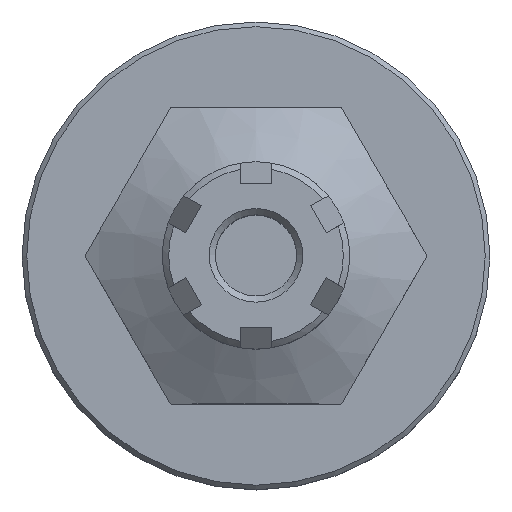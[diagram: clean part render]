
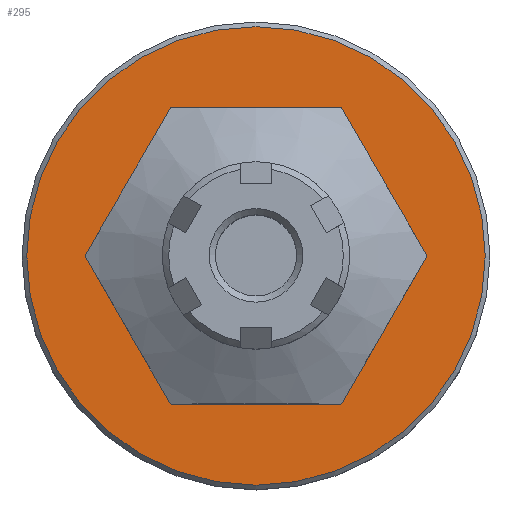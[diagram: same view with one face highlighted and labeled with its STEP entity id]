
A CAD part, top view. The second image highlights one B-rep face of the part: STEP entity #295.
In plain terms, the highlighted planar face has unit normal (0, 0, 1).
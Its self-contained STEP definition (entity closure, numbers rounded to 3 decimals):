
#120=LINE('',#1599,#180);
#123=LINE('',#1607,#183);
#126=LINE('',#1615,#186);
#129=LINE('',#1623,#189);
#132=LINE('',#1631,#192);
#135=LINE('',#1639,#195);
#180=VECTOR('',#1243,1.);
#183=VECTOR('',#1252,1.);
#186=VECTOR('',#1261,1.);
#189=VECTOR('',#1270,1.);
#192=VECTOR('',#1279,1.);
#195=VECTOR('',#1288,1.);
#237=FACE_BOUND('',#434,.T.);
#238=FACE_BOUND('',#435,.T.);
#295=ADVANCED_FACE('',(#237,#238),#329,.F.);
#329=PLANE('',#1038);
#434=EDGE_LOOP('',(#671));
#435=EDGE_LOOP('',(#672,#673,#674,#675,#676,#677,#678,#679,#680,#681,#682,
#683));
#671=ORIENTED_EDGE('',*,*,#898,.T.);
#672=ORIENTED_EDGE('',*,*,#897,.F.);
#673=ORIENTED_EDGE('',*,*,#895,.T.);
#674=ORIENTED_EDGE('',*,*,#893,.F.);
#675=ORIENTED_EDGE('',*,*,#891,.T.);
#676=ORIENTED_EDGE('',*,*,#889,.F.);
#677=ORIENTED_EDGE('',*,*,#887,.T.);
#678=ORIENTED_EDGE('',*,*,#885,.F.);
#679=ORIENTED_EDGE('',*,*,#883,.T.);
#680=ORIENTED_EDGE('',*,*,#881,.F.);
#681=ORIENTED_EDGE('',*,*,#879,.T.);
#682=ORIENTED_EDGE('',*,*,#877,.F.);
#683=ORIENTED_EDGE('',*,*,#875,.T.);
#762=VERTEX_POINT('',#1598);
#763=VERTEX_POINT('',#1600);
#764=VERTEX_POINT('',#1604);
#765=VERTEX_POINT('',#1608);
#766=VERTEX_POINT('',#1612);
#767=VERTEX_POINT('',#1616);
#768=VERTEX_POINT('',#1620);
#769=VERTEX_POINT('',#1624);
#770=VERTEX_POINT('',#1628);
#771=VERTEX_POINT('',#1632);
#772=VERTEX_POINT('',#1636);
#773=VERTEX_POINT('',#1640);
#774=VERTEX_POINT('',#1646);
#875=EDGE_CURVE('',#763,#762,#120,.T.);
#877=EDGE_CURVE('',#763,#764,#932,.T.);
#879=EDGE_CURVE('',#765,#764,#123,.T.);
#881=EDGE_CURVE('',#765,#766,#933,.T.);
#883=EDGE_CURVE('',#767,#766,#126,.T.);
#885=EDGE_CURVE('',#767,#768,#934,.T.);
#887=EDGE_CURVE('',#769,#768,#129,.T.);
#889=EDGE_CURVE('',#769,#770,#935,.T.);
#891=EDGE_CURVE('',#771,#770,#132,.T.);
#893=EDGE_CURVE('',#771,#772,#936,.T.);
#895=EDGE_CURVE('',#773,#772,#135,.T.);
#897=EDGE_CURVE('',#773,#762,#937,.T.);
#898=EDGE_CURVE('',#774,#774,#938,.T.);
#932=CIRCLE('',#1020,10.95);
#933=CIRCLE('',#1023,10.95);
#934=CIRCLE('',#1026,10.95);
#935=CIRCLE('',#1029,10.95);
#936=CIRCLE('',#1032,10.95);
#937=CIRCLE('',#1035,10.95);
#938=CIRCLE('',#1037,14.7);
#1020=AXIS2_PLACEMENT_3D('',#1603,#1247,#1248);
#1023=AXIS2_PLACEMENT_3D('',#1611,#1256,#1257);
#1026=AXIS2_PLACEMENT_3D('',#1619,#1265,#1266);
#1029=AXIS2_PLACEMENT_3D('',#1627,#1274,#1275);
#1032=AXIS2_PLACEMENT_3D('',#1635,#1283,#1284);
#1035=AXIS2_PLACEMENT_3D('',#1643,#1292,#1293);
#1037=AXIS2_PLACEMENT_3D('',#1645,#1296,#1297);
#1038=AXIS2_PLACEMENT_3D('',#1647,#1298,#1299);
#1243=DIRECTION('',(-1.,0.,0.));
#1247=DIRECTION('',(0.,0.,1.));
#1248=DIRECTION('',(0.,1.,0.));
#1252=DIRECTION('',(-0.5,-0.866,0.));
#1256=DIRECTION('',(0.,0.,1.));
#1257=DIRECTION('',(0.,1.,0.));
#1261=DIRECTION('',(0.5,-0.866,0.));
#1265=DIRECTION('',(0.,0.,1.));
#1266=DIRECTION('',(0.,1.,0.));
#1270=DIRECTION('',(1.,0.,0.));
#1274=DIRECTION('',(0.,0.,1.));
#1275=DIRECTION('',(0.,1.,0.));
#1279=DIRECTION('',(0.5,0.866,0.));
#1283=DIRECTION('',(0.,0.,1.));
#1284=DIRECTION('',(0.,1.,0.));
#1288=DIRECTION('',(-0.5,0.866,0.));
#1292=DIRECTION('',(0.,0.,1.));
#1293=DIRECTION('',(0.,1.,0.));
#1296=DIRECTION('',(0.,0.,1.));
#1297=DIRECTION('',(0.,1.,0.));
#1298=DIRECTION('',(0.,0.,-1.));
#1299=DIRECTION('',(0.,1.,0.));
#1598=CARTESIAN_POINT('',(-5.445,-9.5,5.));
#1599=CARTESIAN_POINT('',(10.,-9.5,5.));
#1600=CARTESIAN_POINT('',(5.445,-9.5,5.));
#1603=CARTESIAN_POINT('',(0.,0.,5.));
#1604=CARTESIAN_POINT('',(5.505,-9.466,5.));
#1607=CARTESIAN_POINT('',(13.227,3.91,5.));
#1608=CARTESIAN_POINT('',(10.95,-0.034,5.));
#1611=CARTESIAN_POINT('',(0.,0.,5.));
#1612=CARTESIAN_POINT('',(10.95,0.034,5.));
#1615=CARTESIAN_POINT('',(3.227,13.41,5.));
#1616=CARTESIAN_POINT('',(5.505,9.466,5.));
#1619=CARTESIAN_POINT('',(0.,0.,5.));
#1620=CARTESIAN_POINT('',(5.445,9.5,5.));
#1623=CARTESIAN_POINT('',(-10.,9.5,5.));
#1624=CARTESIAN_POINT('',(-5.445,9.5,5.));
#1627=CARTESIAN_POINT('',(0.,0.,5.));
#1628=CARTESIAN_POINT('',(-5.505,9.466,5.));
#1631=CARTESIAN_POINT('',(-13.227,-3.91,5.));
#1632=CARTESIAN_POINT('',(-10.95,0.034,5.));
#1635=CARTESIAN_POINT('',(0.,0.,5.));
#1636=CARTESIAN_POINT('',(-10.95,-0.034,5.));
#1639=CARTESIAN_POINT('',(-3.227,-13.41,5.));
#1640=CARTESIAN_POINT('',(-5.505,-9.466,5.));
#1643=CARTESIAN_POINT('',(0.,0.,5.));
#1645=CARTESIAN_POINT('',(0.,0.,5.));
#1646=CARTESIAN_POINT('',(0.,14.7,5.));
#1647=CARTESIAN_POINT('',(-10.95,0.,5.));
